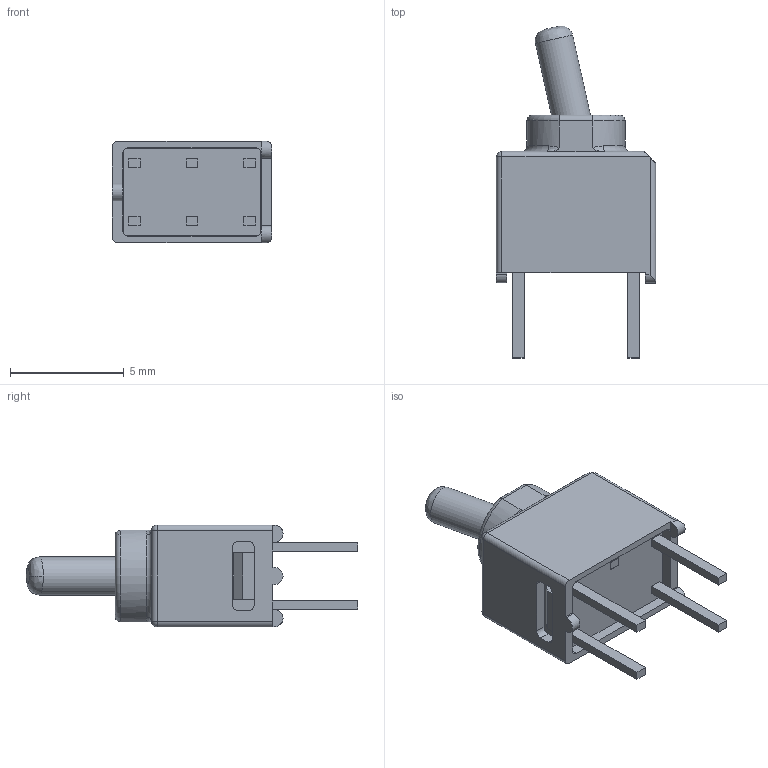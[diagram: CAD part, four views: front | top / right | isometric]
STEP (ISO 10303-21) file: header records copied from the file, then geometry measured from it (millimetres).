
FILE_DESCRIPTION(/* description */ ('STEP AP203'),/* implementation_level */ '2;1');
FILE_NAME(/* name */ 'GT22MCBE',/* time_stamp */ '2024-04-24T16:53:25+02:00',/* author */ ('License CC BY-ND 4.0'),/* organization */ ('CADENAS'),/* preprocessor_version */ 'ST-DEVELOPER v19.3',/* originating_system */ 'PARTsolutions',/* authorisation */ ' ');
FILE_SCHEMA (('CONFIG_CONTROL_DESIGN'));
Length unit declared in the file: inch
Products named in the file (2): GT22MCBE; GT22MCBE_PART1
Assembly tree (1 placements, depth 2):
  GT22MCBE
    GT22MCBE_PART1
Bounding box: 7.01 x 14.62 x 4.48 mm (x, y, z)
Volume: 126 mm3; surface area: 478.6 mm2
Topology: 1 solids, 1 shells, 265 faces, 735 edges, 482 vertices
Faces by surface type: plane 195, cylinder 51, bspline 10, torus 6, sphere 2, cone 1
Full cylindrical faces by diameter (mm): 0.711 x1, 1.219 x1, 1.676 x1, 2.337 x1, 2.743 x1, 2.845 x1
Entity records: 8876 total; most frequent: CARTESIAN_POINT 2025, ORIENTED_EDGE 1440, DIRECTION 1375, EDGE_CURVE 720, LINE 505, VECTOR 505, VERTEX_POINT 476, AXIS2_PLACEMENT_3D 435
